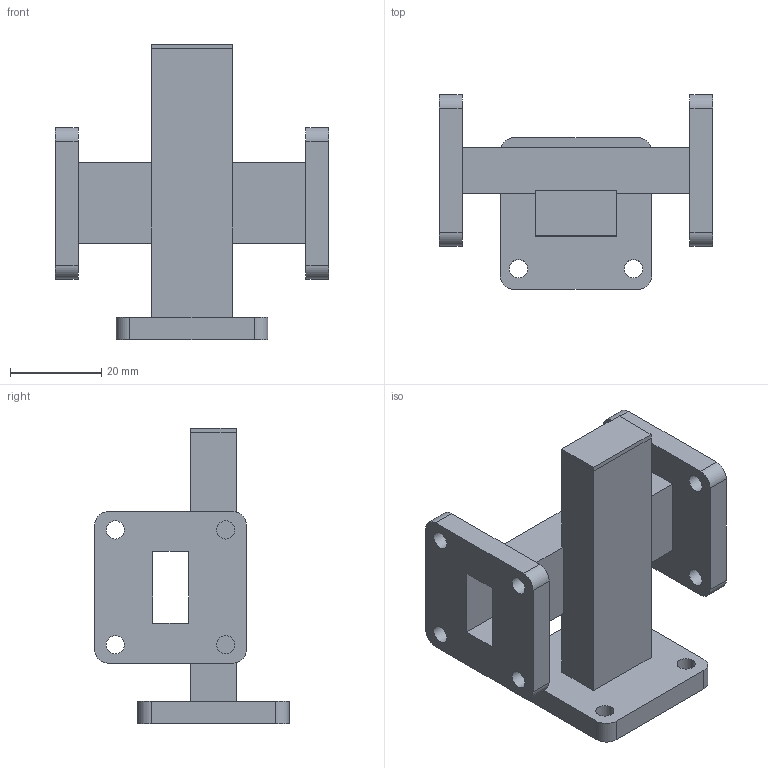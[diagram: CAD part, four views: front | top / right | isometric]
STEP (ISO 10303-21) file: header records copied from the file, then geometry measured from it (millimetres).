
FILE_DESCRIPTION (( 'STEP AP203' ), '1' );
FILE_NAME ('FMWCP1086-30_3D.step', '2022-07-28T22:42:26', ( '' ), ( '' ), 'SwSTEP 2.0', 'SolidWorks 2021', '' );
FILE_SCHEMA (( 'CONFIG_CONTROL_DESIGN' ));
Length unit declared in the file: inch
Products named in the file (1): FMWCP1086-30_3D
Bounding box: 60 x 42.73 x 65 mm (x, y, z)
Volume: 19605.5 mm3; surface area: 19689.2 mm2
Topology: 1 solids, 1 shells, 66 faces, 176 edges, 116 vertices
Faces by surface type: plane 42, cylinder 24
Full cylindrical faces by diameter (mm): 4 x12
Entity records: 2127 total; most frequent: CARTESIAN_POINT 347, DIRECTION 346, ORIENTED_EDGE 328, EDGE_CURVE 164, VECTOR 116, VERTEX_POINT 116, LINE 116, AXIS2_PLACEMENT_3D 115
